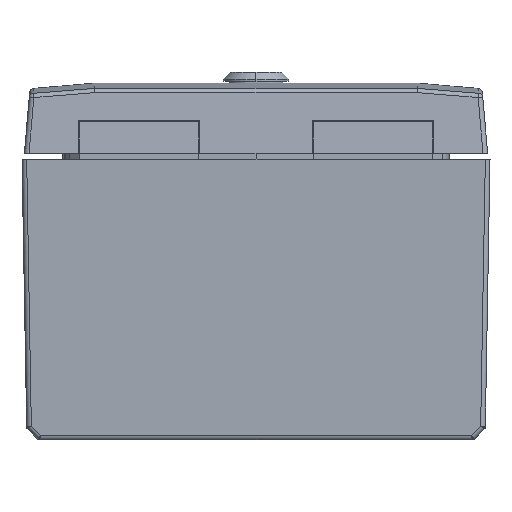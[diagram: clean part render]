
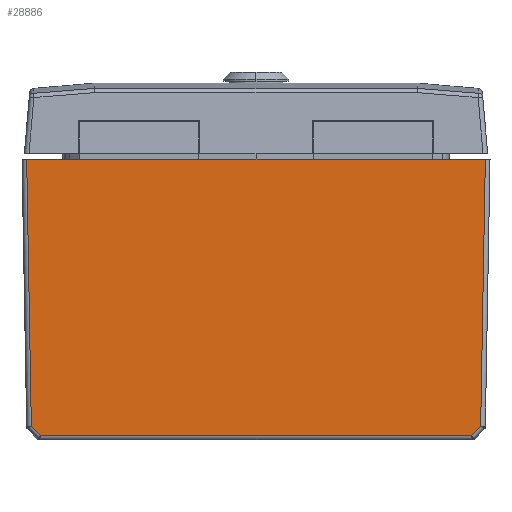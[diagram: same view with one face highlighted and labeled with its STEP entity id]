
A CAD part, left-side view. The second image highlights one B-rep face of the part: STEP entity #28886.
In plain terms, the highlighted face is planar.
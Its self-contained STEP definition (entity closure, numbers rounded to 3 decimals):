
#1925 = LINE ( 'NONE', #19477, #49480 ) ;
#2456 = CARTESIAN_POINT ( 'NONE',  ( -92.077, -147.94, -118.035 ) ) ;
#3459 = ORIENTED_EDGE ( 'NONE', *, *, #4032, .T. ) ;
#4032 = EDGE_CURVE ( 'NONE', #27775, #26349, #42602, .T. ) ;
#5626 = ORIENTED_EDGE ( 'NONE', *, *, #18782, .T. ) ;
#5770 = DIRECTION ( 'NONE',  ( 0.017, 0.017, -1. ) ) ;
#10496 = EDGE_CURVE ( 'NONE', #50908, #47843, #22252, .T. ) ;
#10899 = EDGE_CURVE ( 'NONE', #49668, #47843, #32936, .T. ) ;
#11960 = CARTESIAN_POINT ( 'NONE',  ( 97.94, -149.94, -3.454 ) ) ;
#12098 = VECTOR ( 'NONE', #15955, 1000. ) ;
#12714 = ORIENTED_EDGE ( 'NONE', *, *, #10899, .T. ) ;
#13930 = DIRECTION ( 'NONE',  ( 1., 0., 0. ) ) ;
#14724 = VECTOR ( 'NONE', #13930, 1000. ) ;
#15216 = VECTOR ( 'NONE', #5770, 1000. ) ;
#15910 = DIRECTION ( 'NONE',  ( 0.017, -0.017, 1. ) ) ;
#15955 = DIRECTION ( 'NONE',  ( 0.707, 0.012, -0.707 ) ) ;
#15995 = CARTESIAN_POINT ( 'NONE',  ( 92.077, -147.94, -118.035 ) ) ;
#15997 = PLANE ( 'NONE',  #37671 ) ;
#16546 = FACE_OUTER_BOUND ( 'NONE', #34752, .T. ) ;
#18782 = EDGE_CURVE ( 'NONE', #20567, #49668, #1925, .T. ) ;
#19154 = CARTESIAN_POINT ( 'NONE',  ( -100., -150., 0. ) ) ;
#19477 = CARTESIAN_POINT ( 'NONE',  ( 55.08, -147.294, -155.032 ) ) ;
#20567 = VERTEX_POINT ( 'NONE', #15995 ) ;
#21312 = CARTESIAN_POINT ( 'NONE',  ( -155.064, -149.039, -55.048 ) ) ;
#22171 = LINE ( 'NONE', #27297, #15216 ) ;
#22252 = LINE ( 'NONE', #19154, #36909 ) ;
#22544 = DIRECTION ( 'NONE',  ( 1., 0., 0. ) ) ;
#24019 = CARTESIAN_POINT ( 'NONE',  ( -100., -147.94, -118.035 ) ) ;
#25377 = CARTESIAN_POINT ( 'NONE',  ( 96.009, -148.008, -114.103 ) ) ;
#26278 = CARTESIAN_POINT ( 'NONE',  ( 98., -150., 0. ) ) ;
#26349 = VERTEX_POINT ( 'NONE', #2456 ) ;
#27297 = CARTESIAN_POINT ( 'NONE',  ( -98.001, -150.001, 0.035 ) ) ;
#27775 = VERTEX_POINT ( 'NONE', #29540 ) ;
#28101 = CARTESIAN_POINT ( 'NONE',  ( -98., -150., 0. ) ) ;
#28886 = ADVANCED_FACE ( 'NONE', ( #16546 ), #15997, .T. ) ;
#29540 = CARTESIAN_POINT ( 'NONE',  ( -96.009, -148.008, -114.103 ) ) ;
#30158 = CARTESIAN_POINT ( 'NONE',  ( -100., -150., 0. ) ) ;
#32418 = VECTOR ( 'NONE', #15910, 1000. ) ;
#32936 = LINE ( 'NONE', #11960, #32418 ) ;
#33109 = EDGE_CURVE ( 'NONE', #50908, #27775, #22171, .T. ) ;
#34752 = EDGE_LOOP ( 'NONE', ( #37390, #5626, #12714, #41566, #40713, #3459 ) ) ;
#35466 = LINE ( 'NONE', #24019, #14724 ) ;
#36774 = DIRECTION ( 'NONE',  ( 0.707, -0.012, 0.707 ) ) ;
#36909 = VECTOR ( 'NONE', #22544, 1000. ) ;
#37390 = ORIENTED_EDGE ( 'NONE', *, *, #44184, .T. ) ;
#37671 = AXIS2_PLACEMENT_3D ( 'NONE', #30158, #42355, #47444 ) ;
#40713 = ORIENTED_EDGE ( 'NONE', *, *, #33109, .T. ) ;
#41566 = ORIENTED_EDGE ( 'NONE', *, *, #10496, .F. ) ;
#42355 = DIRECTION ( 'NONE',  ( 0., -1., -0.017 ) ) ;
#42602 = LINE ( 'NONE', #21312, #12098 ) ;
#44184 = EDGE_CURVE ( 'NONE', #26349, #20567, #35466, .T. ) ;
#47444 = DIRECTION ( 'NONE',  ( 0., 0.017, -1. ) ) ;
#47843 = VERTEX_POINT ( 'NONE', #26278 ) ;
#49480 = VECTOR ( 'NONE', #36774, 1000. ) ;
#49668 = VERTEX_POINT ( 'NONE', #25377 ) ;
#50908 = VERTEX_POINT ( 'NONE', #28101 ) ;
